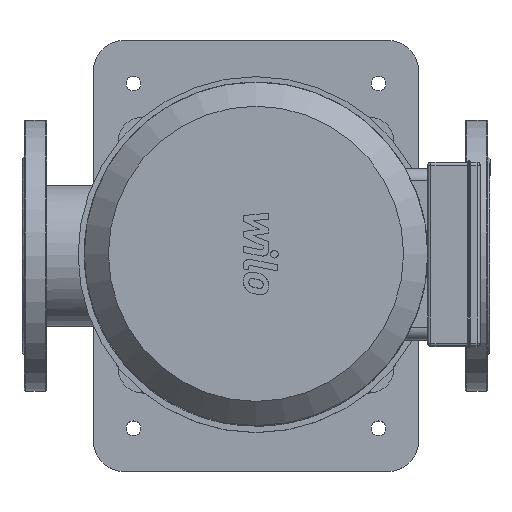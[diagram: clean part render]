
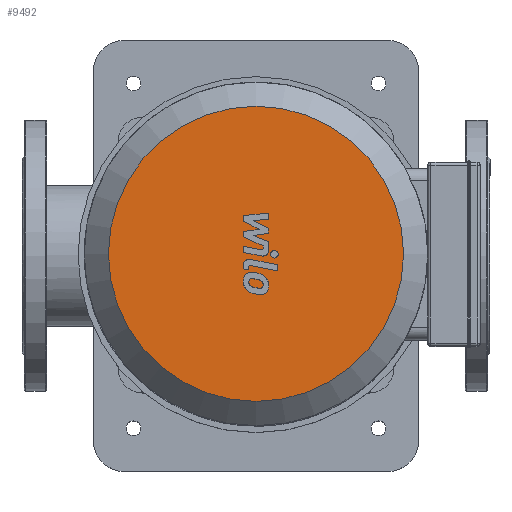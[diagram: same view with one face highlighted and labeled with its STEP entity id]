
A CAD part, top view. The second image highlights one B-rep face of the part: STEP entity #9492.
In plain terms, the highlighted planar face has unit normal (0, 0, 1).
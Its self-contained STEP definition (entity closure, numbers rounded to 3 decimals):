
#2069=PLANE('',#10227);
#2638=FACE_OUTER_BOUND('',#3261,.T.);
#3261=EDGE_LOOP('',(#7401));
#3847=CIRCLE('',#10223,119.8);
#4427=VERTEX_POINT('',#15077);
#5536=EDGE_CURVE('',#4427,#4427,#3847,.T.);
#7401=ORIENTED_EDGE('',*,*,#5536,.F.);
#9492=ADVANCED_FACE('',(#2638),#2069,.F.);
#10223=AXIS2_PLACEMENT_3D('',#15078,#11855,#11856);
#10227=AXIS2_PLACEMENT_3D('',#15084,#11863,#11864);
#11855=DIRECTION('center_axis',(0.,0.,
-1.));
#11856=DIRECTION('ref_axis',(0.,1.,0.));
#11863=DIRECTION('center_axis',(0.,0.,
-1.));
#11864=DIRECTION('ref_axis',(0.,1.,0.));
#15077=CARTESIAN_POINT('',(0.,-119.8,1038.));
#15078=CARTESIAN_POINT('Origin',(0.,0.,1038.));
#15084=CARTESIAN_POINT('Origin',(0.,0.,
1038.));
